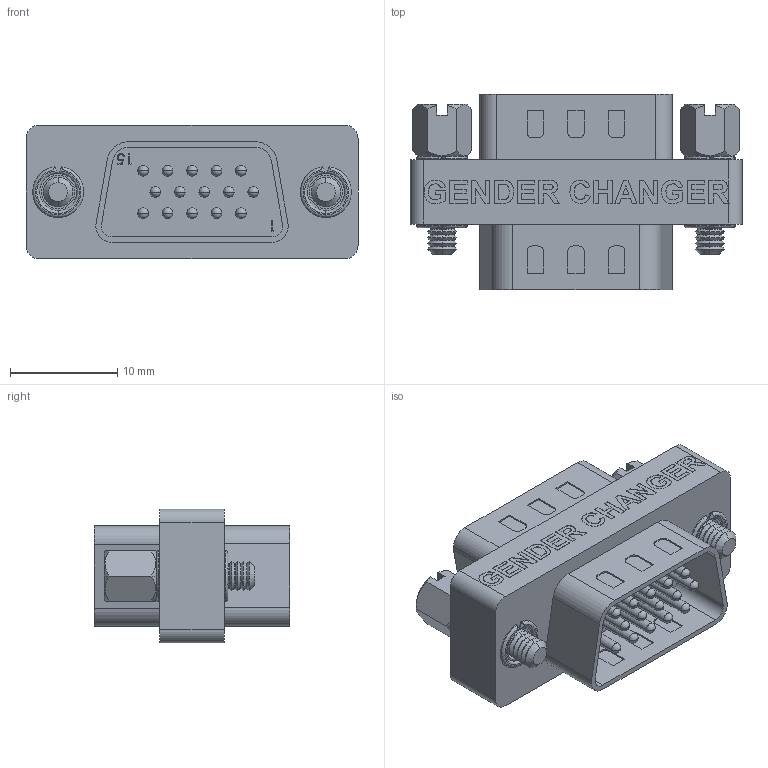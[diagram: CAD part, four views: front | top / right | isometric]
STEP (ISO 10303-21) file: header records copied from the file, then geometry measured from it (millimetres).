
FILE_DESCRIPTION (( 'STEP AP214' ), '1' );
FILE_NAME ('DGBH15M_3D.STEP', '2021-01-28T18:28:15', ( '' ), ( '' ), 'SwSTEP 2.0', 'SolidWorks 2018', '' );
FILE_SCHEMA (( 'AUTOMOTIVE_DESIGN' ));
Length unit declared in the file: inch
Products named in the file (4): DGB9F-MA1_GENDER CHANGER; SDH15P_Without Mounting Flange and Solder Cups; DGBH15M_3D; 3AA05-002
Assembly tree (5 placements, depth 2):
  DGBH15M_3D
    DGB9F-MA1_GENDER CHANGER
    SDH15P_Without Mounting Flange and Solder Cups  x2
    3AA05-002  x2
Bounding box: 31 x 18.23 x 12.5 mm (x, y, z)
Volume: 2868.6 mm3; surface area: 4155.1 mm2
Topology: 5 solids, 5 shells, 1174 faces, 3216 edges, 2076 vertices
Faces by surface type: plane 757, cylinder 188, bspline 85, sphere 72, cone 60, torus 12
Entity records: 43614 total; most frequent: CARTESIAN_POINT 10085, ORIENTED_EDGE 4948, DIRECTION 4294, EDGE_CURVE 2474, VECTOR 2004, LINE 2004, VERTEX_POINT 1624, AXIS2_PLACEMENT_3D 1145
